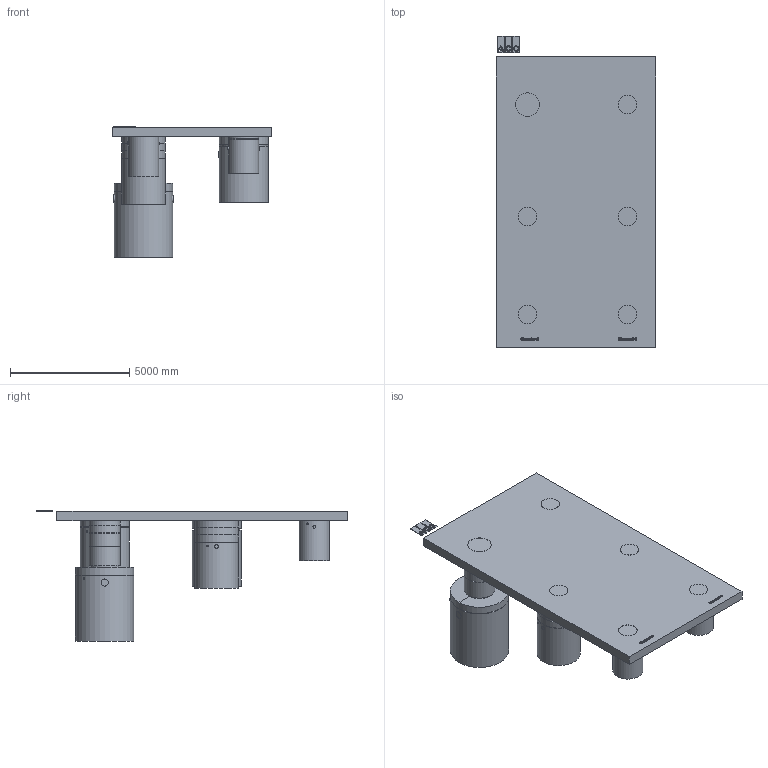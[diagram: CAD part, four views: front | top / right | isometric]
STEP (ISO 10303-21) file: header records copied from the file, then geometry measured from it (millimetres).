
FILE_DESCRIPTION(/* description */ (''),/* implementation_level */ '2;1');
FILE_NAME(/* name */ 'ACO Oleopator Oleosmart.s.iam.stp',/* time_stamp */ '2025-06-10T09:35:48+02:00',/* author */ ('AUnternaehrer'),/* organization */ (''),/* preprocessor_version */ 'ST-DEVELOPER v18.1',/* originating_system */ 'Autodesk Inventor 2022',/* authorisation */ '');
FILE_SCHEMA (('AUTOMOTIVE_DESIGN { 1 0 10303 214 3 1 1 }'));
Length unit declared in the file: millimetre
Products named in the file (73): ACO Oleopator Oleosmart.s; ACO Oleopator Oleosmart; ACO Oleopator Oleosmart_1; ACO Oleopator Oleosmart_2; ACO Oleopator Oleosmart_3; ACO Oleopator Oleosmart_4; ACO Oleopator Oleosmart_5; ACO Oleopator Oleosmart_6; ACO Oleopator Oleosmart_7; ACO Oleopator Oleosmart_8; ACO Oleopator Oleosmart_9; ACO Oleopator Oleosmart_10; ACO Oleopator Oleosmart_11; ACO Oleopator Oleosmart_12; ACO Oleopator Oleosmart_13; ACO Oleopator Oleosmart_14; ACO Oleopator Oleosmart_15; ACO Oleopator Oleosmart_16; ACO Oleopator Oleosmart_17; ACO Oleopator Oleosmart_18; ACO Oleopator Oleosmart_19; ACO Oleopator Oleosmart_20; ACO Oleopator Oleosmart_21; ACO Oleopator Oleosmart_22; ACO Oleopator Oleosmart_23; ACO Oleopator Oleosmart_24; ACO Oleopator Oleosmart_25; ACO Oleopator Oleosmart_26; ACO Oleopator Oleosmart_27; ACO Oleopator Oleosmart_28; ACO Oleopator Oleosmart_29; ACO Oleopator Oleosmart_30; ACO Oleopator Oleosmart_31; ACO Oleopator Oleosmart_32; ACO Oleopator Oleosmart_33; ACO Oleopator Oleosmart_34; ACO Oleopator Oleosmart_35; ACO Oleopator Oleosmart_36; ACO Oleopator Oleosmart_37; ACO Oleopator Oleosmart_38 ...
Assembly tree (72 placements, depth 2):
  ACO Oleopator Oleosmart.s
    ACO Oleopator Oleosmart
    ACO Oleopator Oleosmart_1
    ACO Oleopator Oleosmart_2
    ACO Oleopator Oleosmart_3
    ACO Oleopator Oleosmart_4
    ACO Oleopator Oleosmart_5
    ACO Oleopator Oleosmart_6
    ACO Oleopator Oleosmart_7
    ACO Oleopator Oleosmart_8
    ACO Oleopator Oleosmart_9
    ACO Oleopator Oleosmart_10
    ACO Oleopator Oleosmart_11
    ACO Oleopator Oleosmart_12
    ACO Oleopator Oleosmart_13
    ACO Oleopator Oleosmart_14
    ACO Oleopator Oleosmart_15
    ACO Oleopator Oleosmart_16
    ACO Oleopator Oleosmart_17
    ACO Oleopator Oleosmart_18
    ACO Oleopator Oleosmart_19
    ACO Oleopator Oleosmart_20
    ACO Oleopator Oleosmart_21
    ACO Oleopator Oleosmart_22
    ACO Oleopator Oleosmart_23
    ACO Oleopator Oleosmart_24
    ACO Oleopator Oleosmart_25
    ACO Oleopator Oleosmart_26
    ACO Oleopator Oleosmart_27
    ACO Oleopator Oleosmart_28
    ACO Oleopator Oleosmart_29
    ACO Oleopator Oleosmart_30
    ACO Oleopator Oleosmart_31
    ACO Oleopator Oleosmart_32
    ACO Oleopator Oleosmart_33
    ACO Oleopator Oleosmart_34
    ACO Oleopator Oleosmart_35
    ACO Oleopator Oleosmart_36
    ACO Oleopator Oleosmart_37
    ACO Oleopator Oleosmart_38
    ACO Oleopator Oleosmart_39
    ACO Oleopator Oleosmart_40
    ACO Oleopator Oleosmart_41
    ACO Oleopator Oleosmart_42
    ACO Oleopator Oleosmart_43
    ACO Oleopator Oleosmart_44
    ACO Oleopator Oleosmart_45
    ACO Oleopator Oleosmart_46
    ACO Oleopator Oleosmart_47
    ACO Oleopator Oleosmart_48
    ACO Oleopator Oleosmart_49
    ACO Oleopator Oleosmart_50
    ACO Oleopator Oleosmart_51
    ACO Oleopator Oleosmart_52
    ACO Oleopator Oleosmart_53
    ACO Oleopator Oleosmart_54
    ACO Oleopator Oleosmart_55
    ACO Oleopator Oleosmart_56
    ACO Oleopator Oleosmart_57
    ACO Oleopator Oleosmart_58
Bounding box: 6700 x 13062.93 x 5460 mm (x, y, z)
Volume: 56097725281.8 mm3; surface area: 527882019 mm2
Topology: 96 solids, 96 shells, 1066 faces, 2528 edges, 1636 vertices
Faces by surface type: plane 918, cylinder 148
Full cylindrical faces by diameter (mm): 75 x6, 110 x6, 150 x15, 157.689 x1, 160 x6, 227.773 x1, 270 x1, 300 x6, 370 x4, 625 x4, 650 x3, 680 x1, 780 x10, 805 x8, 865 x4, 986 x1, 990 x4, 1000 x4, 1060 x3, 1100 x2, 1150 x4, 1180 x2, 1190 x3, 1270 x4, 1300 x4, 1500 x3, 1560 x2, 1700 x2, 1710 x2, 1746 x1
Entity records: 33799 total; most frequent: DIRECTION 5402, CARTESIAN_POINT 5375, ORIENTED_EDGE 5056, EDGE_CURVE 2528, LINE 2076, VECTOR 2076, AXIS2_PLACEMENT_3D 1663, VERTEX_POINT 1636
